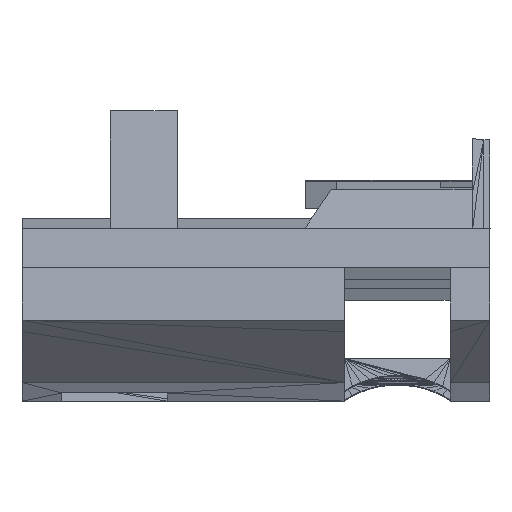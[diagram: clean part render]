
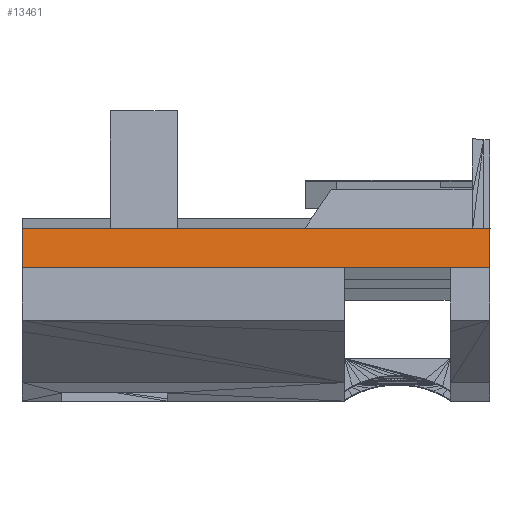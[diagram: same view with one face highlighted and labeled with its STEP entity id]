
A CAD part, left-side view. The second image highlights one B-rep face of the part: STEP entity #13461.
In plain terms, the highlighted planar face has unit normal (-0.995, 0, 0.104).
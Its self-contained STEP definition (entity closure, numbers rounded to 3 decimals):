
#118=FACE_OUTER_BOUND('',#1121,.T.);
#1121=EDGE_LOOP('',(#8976,#8977,#8978,#8979,#8980,#8981,#8982,#8983));
#2048=LINE('',#19308,#3939);
#2197=LINE('',#19605,#4088);
#2258=LINE('',#19726,#4149);
#2259=LINE('',#19727,#4150);
#2260=LINE('',#19729,#4151);
#2261=LINE('',#19731,#4152);
#2262=LINE('',#19733,#4153);
#2263=LINE('',#19734,#4154);
#3939=VECTOR('',#15404,10.);
#4088=VECTOR('',#15629,10.);
#4149=VECTOR('',#15792,10.);
#4150=VECTOR('',#15793,10.);
#4151=VECTOR('',#15794,10.);
#4152=VECTOR('',#15795,10.);
#4153=VECTOR('',#15796,10.);
#4154=VECTOR('',#15797,10.);
#5830=VERTEX_POINT('',#19305);
#5831=VERTEX_POINT('',#19307);
#5930=VERTEX_POINT('',#19565);
#5938=VERTEX_POINT('',#19595);
#5950=VERTEX_POINT('',#19725);
#5951=VERTEX_POINT('',#19728);
#5952=VERTEX_POINT('',#19730);
#5953=VERTEX_POINT('',#19732);
#6710=EDGE_CURVE('',#5831,#5830,#2048,.T.);
#6859=EDGE_CURVE('',#5938,#5930,#2197,.T.);
#6920=EDGE_CURVE('',#5831,#5950,#2258,.T.);
#6921=EDGE_CURVE('',#5830,#5938,#2259,.T.);
#6922=EDGE_CURVE('',#5930,#5951,#2260,.T.);
#6923=EDGE_CURVE('',#5952,#5951,#2261,.T.);
#6924=EDGE_CURVE('',#5953,#5952,#2262,.T.);
#6925=EDGE_CURVE('',#5950,#5953,#2263,.T.);
#8976=ORIENTED_EDGE('',*,*,#6920,.F.);
#8977=ORIENTED_EDGE('',*,*,#6710,.T.);
#8978=ORIENTED_EDGE('',*,*,#6921,.T.);
#8979=ORIENTED_EDGE('',*,*,#6859,.T.);
#8980=ORIENTED_EDGE('',*,*,#6922,.T.);
#8981=ORIENTED_EDGE('',*,*,#6923,.F.);
#8982=ORIENTED_EDGE('',*,*,#6924,.F.);
#8983=ORIENTED_EDGE('',*,*,#6925,.F.);
#12461=PLANE('',#14478);
#13461=ADVANCED_FACE('',(#118),#12461,.T.);
#14478=AXIS2_PLACEMENT_3D('',#19724,#15790,#15791);
#15404=DIRECTION('',(0.105,0.,0.995));
#15629=DIRECTION('',(0.,1.,0.));
#15790=DIRECTION('center_axis',(-0.995,0.,0.105));
#15791=DIRECTION('ref_axis',(0.105,0.,0.995));
#15792=DIRECTION('',(0.,1.,0.));
#15793=DIRECTION('',(0.,1.,0.));
#15794=DIRECTION('',(0.,1.,0.));
#15795=DIRECTION('',(0.105,0.,0.995));
#15796=DIRECTION('',(0.,1.,0.));
#15797=DIRECTION('',(0.,1.,0.));
#19305=CARTESIAN_POINT('',(24.635,0.,440.168));
#19307=CARTESIAN_POINT('',(14.124,0.,340.168));
#19308=CARTESIAN_POINT('',(14.124,0.,340.168));
#19565=CARTESIAN_POINT('',(24.635,470.,440.168));
#19595=CARTESIAN_POINT('',(24.635,45.,440.168));
#19605=CARTESIAN_POINT('',(24.635,45.,440.168));
#19724=CARTESIAN_POINT('Origin',(14.124,0.,
340.168));
#19725=CARTESIAN_POINT('',(14.124,100.,340.168));
#19726=CARTESIAN_POINT('',(14.124,0.,340.168));
#19727=CARTESIAN_POINT('',(24.635,0.,440.168));
#19728=CARTESIAN_POINT('',(24.635,1190.,440.168));
#19729=CARTESIAN_POINT('',(24.635,470.,440.168));
#19730=CARTESIAN_POINT('',(14.124,1190.,340.168));
#19731=CARTESIAN_POINT('',(14.124,1190.,340.168));
#19732=CARTESIAN_POINT('',(14.124,370.,340.168));
#19733=CARTESIAN_POINT('',(14.124,370.,340.168));
#19734=CARTESIAN_POINT('',(14.124,100.,340.168));
